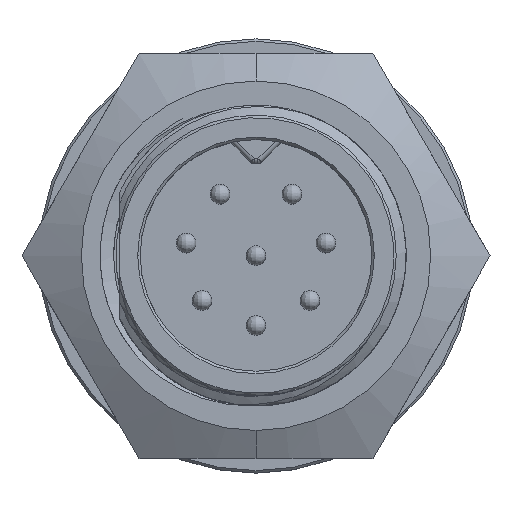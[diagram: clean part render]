
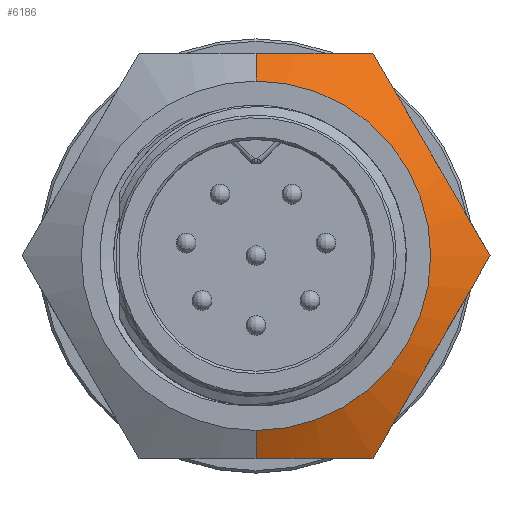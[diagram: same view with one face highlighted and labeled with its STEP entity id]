
A CAD part, top view. The second image highlights one B-rep face of the part: STEP entity #6186.
In plain terms, the highlighted conical face has half-angle 61.689 degrees and reference radius 11.926 mm.
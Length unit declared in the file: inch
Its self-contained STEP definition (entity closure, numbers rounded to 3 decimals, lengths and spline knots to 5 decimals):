
#114 = CARTESIAN_POINT ( 'NONE',  ( 0.2729, 0.33932, 0.35878 ) ) ;
#145 = CARTESIAN_POINT ( 'NONE',  ( 0.44962, -0.03323, 0.35028 ) ) ;
#224 = CARTESIAN_POINT ( 'NONE',  ( 0.25361, -0.37274, 0.35029 ) ) ;
#346 = CARTESIAN_POINT ( 'NONE',  ( 0., 0.46952, 0.33956 ) ) ;
#794 = CARTESIAN_POINT ( 'NONE',  ( 0., -0.46952, 0.33956 ) ) ;
#1007 = EDGE_CURVE ( 'NONE', #4722, #3652, #6653, .T. ) ;
#1024 = CARTESIAN_POINT ( 'NONE',  ( 0.07924, 0.406, 0.3699 ) ) ;
#1344 = CARTESIAN_POINT ( 'NONE',  ( 0.19597, -0.406, 0.35029 ) ) ;
#1869 = ORIENTED_EDGE ( 'NONE', *, *, #9437, .F. ) ;
#1954 = CARTESIAN_POINT ( 'NONE',  ( 0.33155, 0.23774, 0.37376 ) ) ;
#2158 = EDGE_LOOP ( 'NONE', ( #11646, #5912, #12401, #11748, #14413, #8769, #1869 ) ) ;
#2308 = VECTOR ( 'NONE', #8099, 39.37008 ) ;
#2626 = CARTESIAN_POINT ( 'NONE',  ( 0., 0., 0.40394 ) ) ;
#2727 = B_SPLINE_CURVE_WITH_KNOTS ( 'NONE', 3,
 ( #10928, #11006, #114, #12850, #1954, #14664, #3788, #16492, #5599, #18304, #7430, #20128 ),
 .UNSPECIFIED., .F., .F.,
 ( 4, 2, 2, 2, 2, 4 ),
 ( 0., 0.003, 0.00601, 0.00751, 0.00901, 0.01201 ),
 .UNSPECIFIED. ) ;
#2877 = CARTESIAN_POINT ( 'NONE',  ( 0.15742, 0.406, 0.35878 ) ) ;
#3216 = VERTEX_POINT ( 'NONE', #4764 ) ;
#3652 = VERTEX_POINT ( 'NONE', #8850 ) ;
#3748 = AXIS2_PLACEMENT_3D ( 'NONE', #2626, #15323, #4448 ) ;
#3788 = CARTESIAN_POINT ( 'NONE',  ( 0.37135, 0.1688, 0.373 ) ) ;
#4448 = DIRECTION ( 'NONE',  ( 0., 1., 0. ) ) ;
#4699 = CARTESIAN_POINT ( 'NONE',  ( 0.2344, 0.406, 0.33994 ) ) ;
#4722 = VERTEX_POINT ( 'NONE', #6569 ) ;
#4764 = CARTESIAN_POINT ( 'NONE',  ( 0.2344, -0.406, 0.33994 ) ) ;
#5013 = CARTESIAN_POINT ( 'NONE',  ( 0.07923, -0.406, 0.37057 ) ) ;
#5099 = DIRECTION ( 'NONE',  ( 0., 0., -1. ) ) ;
#5599 = CARTESIAN_POINT ( 'NONE',  ( 0.40094, 0.11756, 0.36764 ) ) ;
#5633 = CARTESIAN_POINT ( 'NONE',  ( 0.39133, -0.13419, 0.37054 ) ) ;
#5912 = ORIENTED_EDGE ( 'NONE', *, *, #8828, .T. ) ;
#6186 = ADVANCED_FACE ( 'NONE', ( #19002 ), #18429, .T. ) ;
#6429 = CARTESIAN_POINT ( 'NONE',  ( 0.01986, 0.406, 0.37378 ) ) ;
#6507 = B_SPLINE_CURVE_WITH_KNOTS ( 'NONE', 3,
 ( #13670, #6429, #11925, #1024, #13749, #2877, #15571, #4699 ),
 .UNSPECIFIED., .F., .F.,
 ( 4, 2, 2, 4 ),
 ( 0.00602, 0.00751, 0.00901, 0.01201 ),
 .UNSPECIFIED. ) ;
#6569 = CARTESIAN_POINT ( 'NONE',  ( 0., 0.35, 0.40394 ) ) ;
#6653 = CIRCLE ( 'NONE', #3748, 0.35 ) ;
#6825 = CARTESIAN_POINT ( 'NONE',  ( 0., -0.406, 0.37378 ) ) ;
#6980 = DIRECTION ( 'NONE',  ( 0., 1., 0. ) ) ;
#7112 = LINE ( 'NONE', #794, #2308 ) ;
#7430 = CARTESIAN_POINT ( 'NONE',  ( 0.4496, 0.03326, 0.35029 ) ) ;
#7461 = CARTESIAN_POINT ( 'NONE',  ( 0.34184, -0.21992, 0.37379 ) ) ;
#7544 = EDGE_CURVE ( 'NONE', #17036, #16740, #2727, .T. ) ;
#8099 = DIRECTION ( 'NONE',  ( 0., -0.88, -0.474 ) ) ;
#8769 = ORIENTED_EDGE ( 'NONE', *, *, #10051, .F. ) ;
#8828 = EDGE_CURVE ( 'NONE', #3652, #21930, #7112, .T. ) ;
#8850 = CARTESIAN_POINT ( 'NONE',  ( 0., -0.35, 0.40394 ) ) ;
#9281 = CARTESIAN_POINT ( 'NONE',  ( 0.3121, -0.27143, 0.36992 ) ) ;
#9437 = EDGE_CURVE ( 'NONE', #4722, #22114, #17638, .T. ) ;
#10051 = EDGE_CURVE ( 'NONE', #22114, #17036, #6507, .T. ) ;
#10226 = EDGE_CURVE ( 'NONE', #3216, #21930, #17438, .T. ) ;
#10928 = CARTESIAN_POINT ( 'NONE',  ( 0.2344, 0.406, 0.33994 ) ) ;
#11006 = CARTESIAN_POINT ( 'NONE',  ( 0.25359, 0.37277, 0.35028 ) ) ;
#11121 = CARTESIAN_POINT ( 'NONE',  ( 0.2344, 0.406, 0.33994 ) ) ;
#11126 = CARTESIAN_POINT ( 'NONE',  ( 0.27295, -0.33923, 0.35881 ) ) ;
#11646 = ORIENTED_EDGE ( 'NONE', *, *, #1007, .T. ) ;
#11748 = ORIENTED_EDGE ( 'NONE', *, *, #21861, .F. ) ;
#11925 = CARTESIAN_POINT ( 'NONE',  ( 0.03978, 0.406, 0.37298 ) ) ;
#12399 = CARTESIAN_POINT ( 'NONE',  ( 0., 0., 0.33956 ) ) ;
#12401 = ORIENTED_EDGE ( 'NONE', *, *, #10226, .F. ) ;
#12850 = CARTESIAN_POINT ( 'NONE',  ( 0.31188, 0.27181, 0.37054 ) ) ;
#12952 = CARTESIAN_POINT ( 'NONE',  ( 0.2344, -0.406, 0.33994 ) ) ;
#13670 = CARTESIAN_POINT ( 'NONE',  ( 0., 0.406, 0.37378 ) ) ;
#13749 = CARTESIAN_POINT ( 'NONE',  ( 0.09886, 0.406, 0.36761 ) ) ;
#14068 = CARTESIAN_POINT ( 'NONE',  ( 0.2344, -0.406, 0.33994 ) ) ;
#14413 = ORIENTED_EDGE ( 'NONE', *, *, #7544, .F. ) ;
#14664 = CARTESIAN_POINT ( 'NONE',  ( 0.36138, 0.18608, 0.37379 ) ) ;
#14890 = DIRECTION ( 'NONE',  ( 0., 0.88, -0.474 ) ) ;
#15323 = DIRECTION ( 'NONE',  ( 0., 0., -1. ) ) ;
#15500 = AXIS2_PLACEMENT_3D ( 'NONE', #12399, #5099, #6980 ) ;
#15571 = CARTESIAN_POINT ( 'NONE',  ( 0.19605, 0.406, 0.35027 ) ) ;
#15893 = CARTESIAN_POINT ( 'NONE',  ( 0.1573, -0.406, 0.35881 ) ) ;
#16492 = CARTESIAN_POINT ( 'NONE',  ( 0.39111, 0.13457, 0.36992 ) ) ;
#16525 = CARTESIAN_POINT ( 'NONE',  ( 0.43031, -0.06668, 0.35878 ) ) ;
#16740 = VERTEX_POINT ( 'NONE', #20470 ) ;
#17036 = VERTEX_POINT ( 'NONE', #11121 ) ;
#17438 = B_SPLINE_CURVE_WITH_KNOTS ( 'NONE', 3,
 ( #14068, #1344, #15893, #5013, #17715, #6825 ),
 .UNSPECIFIED., .F., .F.,
 ( 4, 2, 4 ),
 ( 0., 0.00301, 0.00602 ),
 .UNSPECIFIED. ) ;
#17447 = CARTESIAN_POINT ( 'NONE',  ( 0., -0.406, 0.37378 ) ) ;
#17638 = LINE ( 'NONE', #346, #21886 ) ;
#17715 = CARTESIAN_POINT ( 'NONE',  ( 0.03983, -0.406, 0.37378 ) ) ;
#18304 = CARTESIAN_POINT ( 'NONE',  ( 0.43026, 0.06677, 0.35881 ) ) ;
#18334 = CARTESIAN_POINT ( 'NONE',  ( 0.37166, -0.16826, 0.37376 ) ) ;
#18429 = CONICAL_SURFACE ( 'NONE', #15500, 0.46952, 1.077 ) ;
#19002 = FACE_OUTER_BOUND ( 'NONE', #2158, .T. ) ;
#20128 = CARTESIAN_POINT ( 'NONE',  ( 0.46881, 0., 0.33994 ) ) ;
#20160 = CARTESIAN_POINT ( 'NONE',  ( 0.33186, -0.2372, 0.373 ) ) ;
#20470 = CARTESIAN_POINT ( 'NONE',  ( 0.46881, 0., 0.33994 ) ) ;
#21848 = CARTESIAN_POINT ( 'NONE',  ( 0., 0.406, 0.37378 ) ) ;
#21861 = EDGE_CURVE ( 'NONE', #16740, #3216, #21953, .T. ) ;
#21886 = VECTOR ( 'NONE', #14890, 39.37008 ) ;
#21927 = CARTESIAN_POINT ( 'NONE',  ( 0.46881, 0., 0.33994 ) ) ;
#21930 = VERTEX_POINT ( 'NONE', #17447 ) ;
#21953 = B_SPLINE_CURVE_WITH_KNOTS ( 'NONE', 3,
 ( #21927, #145, #16525, #5633, #18334, #7461, #20160, #9281, #21996, #11126, #224, #12952 ),
 .UNSPECIFIED., .F., .F.,
 ( 4, 2, 2, 2, 2, 4 ),
 ( 0., 0.003, 0.00601, 0.00751, 0.00901, 0.01201 ),
 .UNSPECIFIED. ) ;
#21996 = CARTESIAN_POINT ( 'NONE',  ( 0.30228, -0.28844, 0.36764 ) ) ;
#22114 = VERTEX_POINT ( 'NONE', #21848 ) ;
